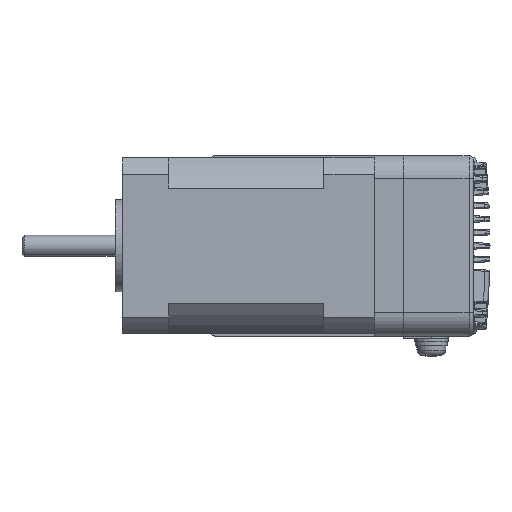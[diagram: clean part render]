
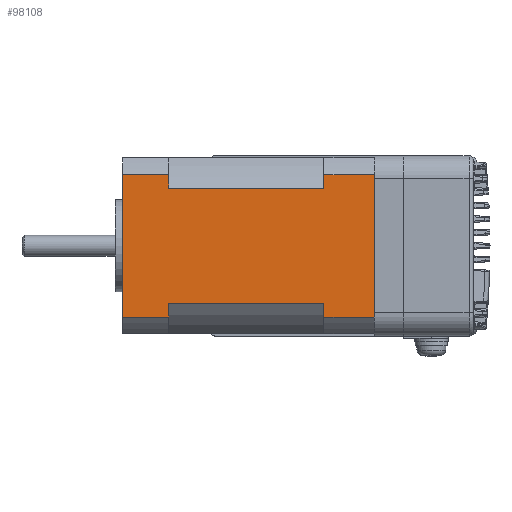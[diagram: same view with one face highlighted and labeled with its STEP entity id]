
A CAD part, front view. The second image highlights one B-rep face of the part: STEP entity #98108.
In plain terms, the highlighted planar face has unit normal (0, -1, 0).
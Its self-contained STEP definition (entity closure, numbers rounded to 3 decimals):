
#29 = CARTESIAN_POINT ( 'NONE',  ( 7.234, 0., 12. ) ) ;
#1102 = VECTOR ( 'NONE', #71320, 1000. ) ;
#3799 = VECTOR ( 'NONE', #54297, 1000. ) ;
#6216 = FACE_OUTER_BOUND ( 'NONE', #77599, .T. ) ;
#7068 = VECTOR ( 'NONE', #40736, 1000. ) ;
#10567 = LINE ( 'NONE', #101787, #79991 ) ;
#10999 = DIRECTION ( 'NONE',  ( 0., 0., -1. ) ) ;
#11614 = CARTESIAN_POINT ( 'NONE',  ( 37.971, 0., 0. ) ) ;
#12505 = CARTESIAN_POINT ( 'NONE',  ( 4.029, 0., 60. ) ) ;
#13363 = VERTEX_POINT ( 'NONE', #25160 ) ;
#13641 = LINE ( 'NONE', #34707, #42845 ) ;
#14590 = CARTESIAN_POINT ( 'NONE',  ( 4.029, 0., 60. ) ) ;
#15396 = LINE ( 'NONE', #74791, #54252 ) ;
#15821 = ORIENTED_EDGE ( 'NONE', *, *, #71952, .F. ) ;
#16362 = VERTEX_POINT ( 'NONE', #104184 ) ;
#17062 = DIRECTION ( 'NONE',  ( 0., 0., 1. ) ) ;
#17080 = DIRECTION ( 'NONE',  ( 0., 0., -1. ) ) ;
#19886 = LINE ( 'NONE', #29, #36383 ) ;
#22173 = EDGE_CURVE ( 'NONE', #59028, #29778, #15396, .T. ) ;
#22199 = EDGE_CURVE ( 'NONE', #42018, #29778, #80623, .T. ) ;
#23350 = VECTOR ( 'NONE', #38131, 1000. ) ;
#24290 = EDGE_CURVE ( 'NONE', #28794, #37588, #113365, .T. ) ;
#25160 = CARTESIAN_POINT ( 'NONE',  ( 4.029, 0., 12. ) ) ;
#28332 = CARTESIAN_POINT ( 'NONE',  ( 4.029, 0., 49. ) ) ;
#28794 = VERTEX_POINT ( 'NONE', #70419 ) ;
#29051 = CARTESIAN_POINT ( 'NONE',  ( 7.234, 0., 49. ) ) ;
#29778 = VERTEX_POINT ( 'NONE', #11614 ) ;
#30278 = DIRECTION ( 'NONE',  ( 1., 0., 0. ) ) ;
#31168 = LINE ( 'NONE', #53646, #96294 ) ;
#31337 = PLANE ( 'NONE',  #105777 ) ;
#32463 = DIRECTION ( 'NONE',  ( 0., 1., 0. ) ) ;
#34127 = EDGE_CURVE ( 'NONE', #96847, #16362, #105332, .T. ) ;
#34707 = CARTESIAN_POINT ( 'NONE',  ( 4.029, 0., 49. ) ) ;
#36052 = ORIENTED_EDGE ( 'NONE', *, *, #104175, .F. ) ;
#36383 = VECTOR ( 'NONE', #17062, 1000. ) ;
#37588 = VERTEX_POINT ( 'NONE', #75845 ) ;
#37758 = CARTESIAN_POINT ( 'NONE',  ( 4.029, 0., 60. ) ) ;
#38131 = DIRECTION ( 'NONE',  ( 1., 0., 0. ) ) ;
#38727 = CARTESIAN_POINT ( 'NONE',  ( 7.234, 0., 12. ) ) ;
#39494 = DIRECTION ( 'NONE',  ( 0., 0., -1. ) ) ;
#40249 = DIRECTION ( 'NONE',  ( 1., 0., 0. ) ) ;
#40277 = DIRECTION ( 'NONE',  ( -1., 0., 0. ) ) ;
#40736 = DIRECTION ( 'NONE',  ( 0., 0., -1. ) ) ;
#41424 = VERTEX_POINT ( 'NONE', #72614 ) ;
#42018 = VERTEX_POINT ( 'NONE', #68194 ) ;
#42435 = CARTESIAN_POINT ( 'NONE',  ( 37.971, 0., 49. ) ) ;
#42668 = VERTEX_POINT ( 'NONE', #42435 ) ;
#42767 = ORIENTED_EDGE ( 'NONE', *, *, #51390, .F. ) ;
#42845 = VECTOR ( 'NONE', #69573, 1000. ) ;
#43120 = CARTESIAN_POINT ( 'NONE',  ( 37.971, 0., 60. ) ) ;
#46178 = ORIENTED_EDGE ( 'NONE', *, *, #22199, .F. ) ;
#48476 = CARTESIAN_POINT ( 'NONE',  ( 37.971, 0., 60. ) ) ;
#51390 = EDGE_CURVE ( 'NONE', #13363, #91892, #10567, .T. ) ;
#52255 = CARTESIAN_POINT ( 'NONE',  ( 4.029, 0., 60. ) ) ;
#53646 = CARTESIAN_POINT ( 'NONE',  ( 4.029, 0., 12. ) ) ;
#54252 = VECTOR ( 'NONE', #30278, 1000. ) ;
#54297 = DIRECTION ( 'NONE',  ( 1., 0., 0. ) ) ;
#54897 = VERTEX_POINT ( 'NONE', #29051 ) ;
#55287 = VECTOR ( 'NONE', #17080, 1000. ) ;
#57158 = ORIENTED_EDGE ( 'NONE', *, *, #86778, .F. ) ;
#57446 = CARTESIAN_POINT ( 'NONE',  ( 4.029, 0., 0. ) ) ;
#57484 = ORIENTED_EDGE ( 'NONE', *, *, #24290, .F. ) ;
#59028 = VERTEX_POINT ( 'NONE', #57446 ) ;
#59386 = LINE ( 'NONE', #43120, #55287 ) ;
#64440 = ORIENTED_EDGE ( 'NONE', *, *, #99941, .T. ) ;
#68194 = CARTESIAN_POINT ( 'NONE',  ( 37.971, 0., 12. ) ) ;
#68735 = EDGE_CURVE ( 'NONE', #28794, #42668, #13641, .T. ) ;
#69573 = DIRECTION ( 'NONE',  ( 1., 0., 0. ) ) ;
#70419 = CARTESIAN_POINT ( 'NONE',  ( 34.766, 0., 49. ) ) ;
#71320 = DIRECTION ( 'NONE',  ( 0., 0., -1. ) ) ;
#71952 = EDGE_CURVE ( 'NONE', #37588, #42018, #31168, .T. ) ;
#72614 = CARTESIAN_POINT ( 'NONE',  ( 37.971, 0., 60. ) ) ;
#74352 = CARTESIAN_POINT ( 'NONE',  ( 4.029, 0., 60. ) ) ;
#74791 = CARTESIAN_POINT ( 'NONE',  ( 4.029, 0., 0. ) ) ;
#75083 = LINE ( 'NONE', #74352, #106964 ) ;
#75845 = CARTESIAN_POINT ( 'NONE',  ( 34.766, 0., 12. ) ) ;
#76089 = EDGE_CURVE ( 'NONE', #16362, #54897, #114724, .T. ) ;
#77599 = EDGE_LOOP ( 'NONE', ( #42767, #64440, #87435, #46178, #15821, #57484, #112219, #94966, #57158, #114358, #96250, #36052 ) ) ;
#79991 = VECTOR ( 'NONE', #40249, 1000. ) ;
#80005 = DIRECTION ( 'NONE',  ( 1., 0., 0. ) ) ;
#80623 = LINE ( 'NONE', #48476, #7068 ) ;
#86778 = EDGE_CURVE ( 'NONE', #96847, #41424, #91320, .T. ) ;
#87071 = EDGE_CURVE ( 'NONE', #41424, #42668, #59386, .T. ) ;
#87435 = ORIENTED_EDGE ( 'NONE', *, *, #22173, .T. ) ;
#91320 = LINE ( 'NONE', #37758, #23350 ) ;
#91892 = VERTEX_POINT ( 'NONE', #38727 ) ;
#94966 = ORIENTED_EDGE ( 'NONE', *, *, #87071, .F. ) ;
#96250 = ORIENTED_EDGE ( 'NONE', *, *, #76089, .T. ) ;
#96294 = VECTOR ( 'NONE', #80005, 1000. ) ;
#96847 = VERTEX_POINT ( 'NONE', #52255 ) ;
#98108 = ADVANCED_FACE ( 'NONE', ( #6216 ), #31337, .F. ) ;
#99941 = EDGE_CURVE ( 'NONE', #13363, #59028, #75083, .T. ) ;
#101787 = CARTESIAN_POINT ( 'NONE',  ( 4.029, 0., 12. ) ) ;
#104175 = EDGE_CURVE ( 'NONE', #91892, #54897, #19886, .T. ) ;
#104184 = CARTESIAN_POINT ( 'NONE',  ( 4.029, 0., 49. ) ) ;
#105332 = LINE ( 'NONE', #12505, #112243 ) ;
#105777 = AXIS2_PLACEMENT_3D ( 'NONE', #14590, #32463, #40277 ) ;
#106964 = VECTOR ( 'NONE', #39494, 1000. ) ;
#107340 = CARTESIAN_POINT ( 'NONE',  ( 34.766, 0., 12. ) ) ;
#112219 = ORIENTED_EDGE ( 'NONE', *, *, #68735, .T. ) ;
#112243 = VECTOR ( 'NONE', #10999, 1000. ) ;
#113365 = LINE ( 'NONE', #107340, #1102 ) ;
#114358 = ORIENTED_EDGE ( 'NONE', *, *, #34127, .T. ) ;
#114724 = LINE ( 'NONE', #28332, #3799 ) ;
